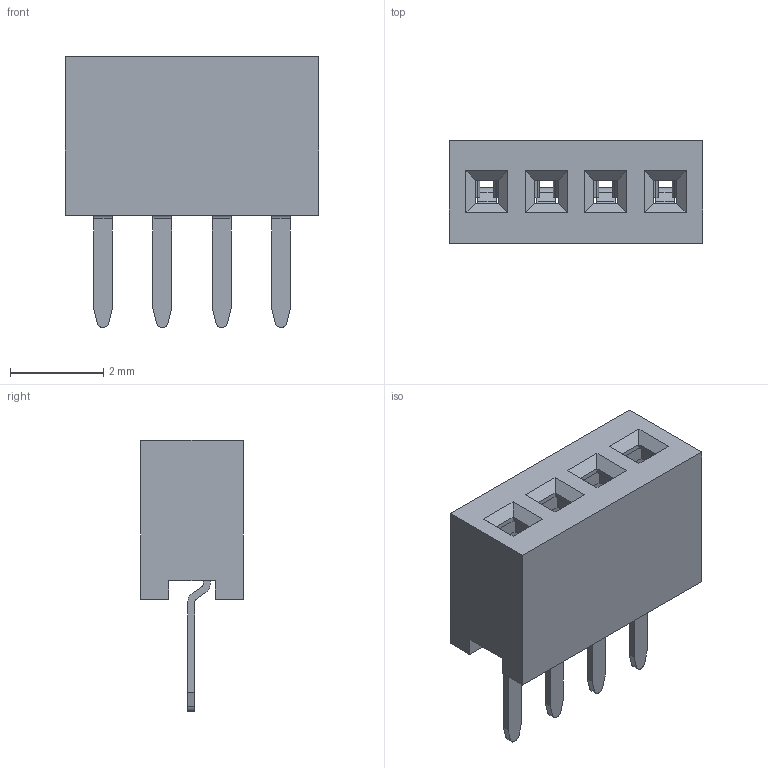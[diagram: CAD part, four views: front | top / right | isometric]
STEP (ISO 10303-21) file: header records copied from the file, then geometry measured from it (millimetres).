
FILE_DESCRIPTION(/* description */ (''),/* implementation_level */ '2;1');
FILE_NAME(/* name */ '605-004-1-1-1-xx.stp',/* time_stamp */ '2026-03-23T09:38:51+01:00',/* author */ ('Andreas.Larin'),/* organization */ (''),/* preprocessor_version */ 'ST-DEVELOPER v20',/* originating_system */ 'Autodesk Inventor 2025',/* authorisation */ '');
FILE_SCHEMA (('AUTOMOTIVE_DESIGN { 1 0 10303 214 3 1 1 }'));
Length unit declared in the file: millimetre
Products named in the file (1): 605-004-1-1-1-xx
Bounding box: 5.42 x 2.2 x 5.8 mm (x, y, z)
Volume: 32 mm3; surface area: 166.6 mm2
Topology: 1 solids, 1 shells, 358 faces, 1100 edges, 728 vertices
Faces by surface type: plane 218, cylinder 140
Entity records: 12871 total; most frequent: CARTESIAN_POINT 2315, ORIENTED_EDGE 2200, DIRECTION 2098, EDGE_CURVE 1100, LINE 756, VECTOR 756, VERTEX_POINT 728, AXIS2_PLACEMENT_3D 671
